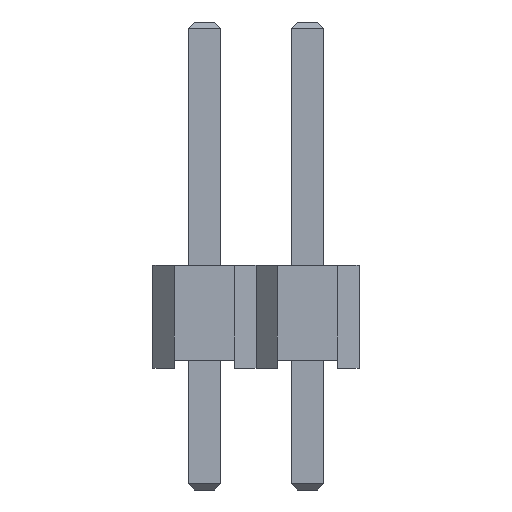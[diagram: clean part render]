
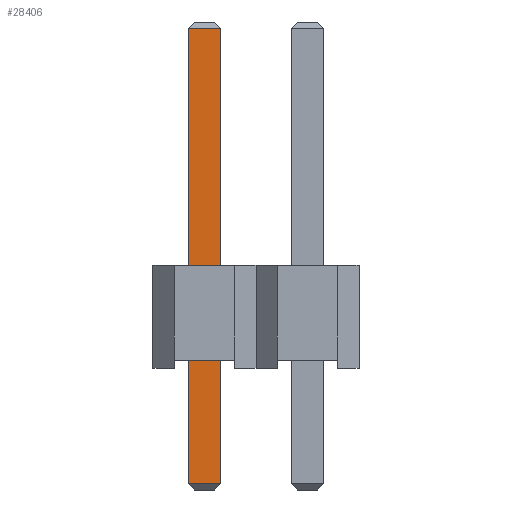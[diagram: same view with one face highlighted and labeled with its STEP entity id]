
A CAD part, front view. The second image highlights one B-rep face of the part: STEP entity #28406.
In plain terms, the highlighted planar face has unit normal (0, -1, 0).
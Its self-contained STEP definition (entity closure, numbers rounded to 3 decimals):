
#27994 = PLANE('',#27995);
#27995 = AXIS2_PLACEMENT_3D('',#27996,#27997,#27998);
#27996 = CARTESIAN_POINT('',(-0.4,-0.4,-3.));
#27997 = DIRECTION('',(-1.,0.,0.));
#27998 = DIRECTION('',(0.,1.,0.));
#28050 = PLANE('',#28051);
#28051 = AXIS2_PLACEMENT_3D('',#28052,#28053,#28054);
#28052 = CARTESIAN_POINT('',(0.4,0.4,-3.));
#28053 = DIRECTION('',(1.,0.,0.));
#28054 = DIRECTION('',(0.,-1.,0.));
#28091 = EDGE_CURVE('',#28092,#28094,#28096,.T.);
#28092 = VERTEX_POINT('',#28093);
#28093 = CARTESIAN_POINT('',(-0.4,-0.4,-2.85));
#28094 = VERTEX_POINT('',#28095);
#28095 = CARTESIAN_POINT('',(-0.4,-0.4,8.39));
#28096 = SURFACE_CURVE('',#28097,(#28101,#28108),.PCURVE_S1.);
#28097 = LINE('',#28098,#28099);
#28098 = CARTESIAN_POINT('',(-0.4,-0.4,-3.));
#28099 = VECTOR('',#28100,1.);
#28100 = DIRECTION('',(0.,0.,1.));
#28101 = PCURVE('',#27994,#28102);
#28102 = DEFINITIONAL_REPRESENTATION('',(#28103),#28107);
#28103 = LINE('',#28104,#28105);
#28104 = CARTESIAN_POINT('',(0.,0.));
#28105 = VECTOR('',#28106,1.);
#28106 = DIRECTION('',(0.,-1.));
#28107 = ( GEOMETRIC_REPRESENTATION_CONTEXT(2) 
PARAMETRIC_REPRESENTATION_CONTEXT() REPRESENTATION_CONTEXT('2D SPACE',''
  ) );
#28108 = PCURVE('',#28109,#28114);
#28109 = PLANE('',#28110);
#28110 = AXIS2_PLACEMENT_3D('',#28111,#28112,#28113);
#28111 = CARTESIAN_POINT('',(0.4,-0.4,-3.));
#28112 = DIRECTION('',(0.,-1.,0.));
#28113 = DIRECTION('',(-1.,0.,0.));
#28114 = DEFINITIONAL_REPRESENTATION('',(#28115),#28119);
#28115 = LINE('',#28116,#28117);
#28116 = CARTESIAN_POINT('',(0.8,0.));
#28117 = VECTOR('',#28118,1.);
#28118 = DIRECTION('',(0.,-1.));
#28119 = ( GEOMETRIC_REPRESENTATION_CONTEXT(2) 
PARAMETRIC_REPRESENTATION_CONTEXT() REPRESENTATION_CONTEXT('2D SPACE',''
  ) );
#28341 = VERTEX_POINT('',#28342);
#28342 = CARTESIAN_POINT('',(0.4,-0.4,8.39));
#28363 = EDGE_CURVE('',#28364,#28341,#28366,.T.);
#28364 = VERTEX_POINT('',#28365);
#28365 = CARTESIAN_POINT('',(0.4,-0.4,-2.85));
#28366 = SURFACE_CURVE('',#28367,(#28371,#28378),.PCURVE_S1.);
#28367 = LINE('',#28368,#28369);
#28368 = CARTESIAN_POINT('',(0.4,-0.4,-3.));
#28369 = VECTOR('',#28370,1.);
#28370 = DIRECTION('',(0.,0.,1.));
#28371 = PCURVE('',#28050,#28372);
#28372 = DEFINITIONAL_REPRESENTATION('',(#28373),#28377);
#28373 = LINE('',#28374,#28375);
#28374 = CARTESIAN_POINT('',(0.8,0.));
#28375 = VECTOR('',#28376,1.);
#28376 = DIRECTION('',(0.,-1.));
#28377 = ( GEOMETRIC_REPRESENTATION_CONTEXT(2) 
PARAMETRIC_REPRESENTATION_CONTEXT() REPRESENTATION_CONTEXT('2D SPACE',''
  ) );
#28378 = PCURVE('',#28109,#28379);
#28379 = DEFINITIONAL_REPRESENTATION('',(#28380),#28384);
#28380 = LINE('',#28381,#28382);
#28381 = CARTESIAN_POINT('',(0.,-0.));
#28382 = VECTOR('',#28383,1.);
#28383 = DIRECTION('',(0.,-1.));
#28384 = ( GEOMETRIC_REPRESENTATION_CONTEXT(2) 
PARAMETRIC_REPRESENTATION_CONTEXT() REPRESENTATION_CONTEXT('2D SPACE',''
  ) );
#28406 = ADVANCED_FACE('',(#28407),#28109,.T.);
#28407 = FACE_BOUND('',#28408,.T.);
#28408 = EDGE_LOOP('',(#28409,#28410,#28436,#28437));
#28409 = ORIENTED_EDGE('',*,*,#28363,.T.);
#28410 = ORIENTED_EDGE('',*,*,#28411,.T.);
#28411 = EDGE_CURVE('',#28341,#28094,#28412,.T.);
#28412 = SURFACE_CURVE('',#28413,(#28417,#28424),.PCURVE_S1.);
#28413 = LINE('',#28414,#28415);
#28414 = CARTESIAN_POINT('',(0.4,-0.4,8.39));
#28415 = VECTOR('',#28416,1.);
#28416 = DIRECTION('',(-1.,0.,0.));
#28417 = PCURVE('',#28109,#28418);
#28418 = DEFINITIONAL_REPRESENTATION('',(#28419),#28423);
#28419 = LINE('',#28420,#28421);
#28420 = CARTESIAN_POINT('',(0.,-11.39));
#28421 = VECTOR('',#28422,1.);
#28422 = DIRECTION('',(1.,0.));
#28423 = ( GEOMETRIC_REPRESENTATION_CONTEXT(2) 
PARAMETRIC_REPRESENTATION_CONTEXT() REPRESENTATION_CONTEXT('2D SPACE',''
  ) );
#28424 = PCURVE('',#28425,#28430);
#28425 = PLANE('',#28426);
#28426 = AXIS2_PLACEMENT_3D('',#28427,#28428,#28429);
#28427 = CARTESIAN_POINT('',(0.4,-0.325,8.465));
#28428 = DIRECTION('',(0.,-0.707,0.707));
#28429 = DIRECTION('',(1.,0.,0.));
#28430 = DEFINITIONAL_REPRESENTATION('',(#28431),#28435);
#28431 = LINE('',#28432,#28433);
#28432 = CARTESIAN_POINT('',(-0.,-0.106));
#28433 = VECTOR('',#28434,1.);
#28434 = DIRECTION('',(-1.,0.));
#28435 = ( GEOMETRIC_REPRESENTATION_CONTEXT(2) 
PARAMETRIC_REPRESENTATION_CONTEXT() REPRESENTATION_CONTEXT('2D SPACE',''
  ) );
#28436 = ORIENTED_EDGE('',*,*,#28091,.F.);
#28437 = ORIENTED_EDGE('',*,*,#28438,.F.);
#28438 = EDGE_CURVE('',#28364,#28092,#28439,.T.);
#28439 = SURFACE_CURVE('',#28440,(#28444,#28451),.PCURVE_S1.);
#28440 = LINE('',#28441,#28442);
#28441 = CARTESIAN_POINT('',(0.4,-0.4,-2.85));
#28442 = VECTOR('',#28443,1.);
#28443 = DIRECTION('',(-1.,0.,0.));
#28444 = PCURVE('',#28109,#28445);
#28445 = DEFINITIONAL_REPRESENTATION('',(#28446),#28450);
#28446 = LINE('',#28447,#28448);
#28447 = CARTESIAN_POINT('',(0.,-0.15));
#28448 = VECTOR('',#28449,1.);
#28449 = DIRECTION('',(1.,0.));
#28450 = ( GEOMETRIC_REPRESENTATION_CONTEXT(2) 
PARAMETRIC_REPRESENTATION_CONTEXT() REPRESENTATION_CONTEXT('2D SPACE',''
  ) );
#28451 = PCURVE('',#28452,#28457);
#28452 = PLANE('',#28453);
#28453 = AXIS2_PLACEMENT_3D('',#28454,#28455,#28456);
#28454 = CARTESIAN_POINT('',(0.4,-0.325,-2.925));
#28455 = DIRECTION('',(0.,0.707,0.707)
  );
#28456 = DIRECTION('',(1.,0.,0.));
#28457 = DEFINITIONAL_REPRESENTATION('',(#28458),#28462);
#28458 = LINE('',#28459,#28460);
#28459 = CARTESIAN_POINT('',(-0.,-0.106));
#28460 = VECTOR('',#28461,1.);
#28461 = DIRECTION('',(-1.,0.));
#28462 = ( GEOMETRIC_REPRESENTATION_CONTEXT(2) 
PARAMETRIC_REPRESENTATION_CONTEXT() REPRESENTATION_CONTEXT('2D SPACE',''
  ) );
